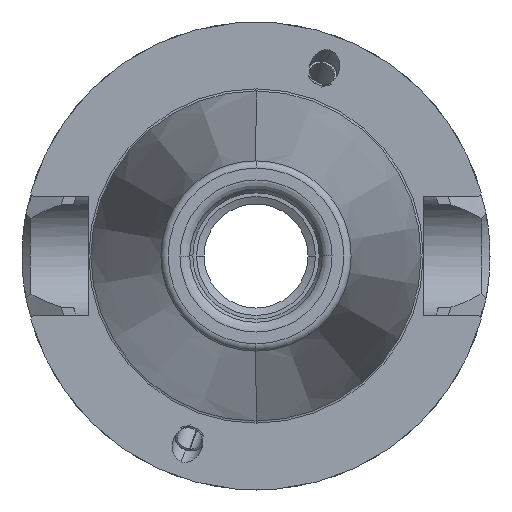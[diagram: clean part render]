
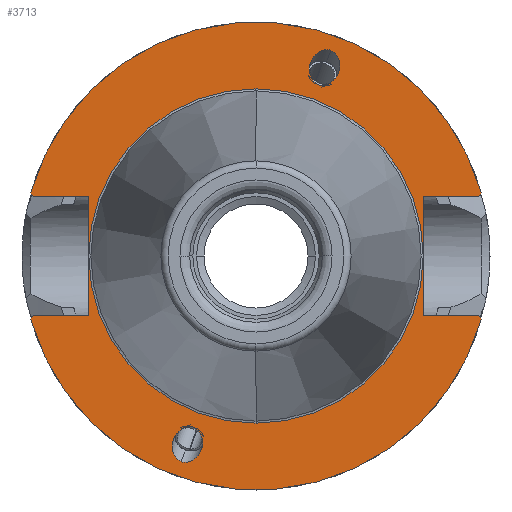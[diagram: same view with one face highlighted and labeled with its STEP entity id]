
A CAD part, left-side view. The second image highlights one B-rep face of the part: STEP entity #3713.
In plain terms, the highlighted planar face has unit normal (-1, 0, 0).
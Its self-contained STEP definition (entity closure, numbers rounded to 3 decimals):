
#915=CARTESIAN_POINT('',(2.,0.,0.));
#916=DIRECTION('',(-1.,0.,0.));
#917=DIRECTION('',(0.,0.963,-0.269));
#918=AXIS2_PLACEMENT_3D('',#915,#916,#917);
#924=CARTESIAN_POINT('',(2.,0.,0.));
#925=DIRECTION('',(-1.,0.,0.));
#926=DIRECTION('',(0.,-0.963,0.269));
#927=AXIS2_PLACEMENT_3D('',#924,#925,#926);
#1053=CARTESIAN_POINT('',(2.,0.,0.));
#1054=DIRECTION('',(1.,0.,0.));
#1055=DIRECTION('',(0.,0.,1.));
#1056=AXIS2_PLACEMENT_3D('',#1053,#1054,#1055);
#1058=CARTESIAN_POINT('',(2.,0.,0.));
#1059=DIRECTION('',(1.,0.,0.));
#1060=DIRECTION('',(0.,0.,-1.));
#1061=AXIS2_PLACEMENT_3D('',#1058,#1059,#1060);
#1063=DIRECTION('',(0.,0.,-1.));
#1064=VECTOR('',#1063,16.1);
#1065=CARTESIAN_POINT('',(2.,-22.6,8.05));
#1066=LINE('',#1065,#1064);
#1067=DIRECTION('',(0.,1.,0.));
#1068=VECTOR('',#1067,7.3);
#1069=CARTESIAN_POINT('',(2.,-29.9,-8.05));
#1070=LINE('',#1069,#1068);
#1071=DIRECTION('',(0.,0.707,0.707));
#1072=VECTOR('',#1071,0.616);
#1073=CARTESIAN_POINT('',(2.,-30.336,-8.486));
#1074=LINE('',#1073,#1072);
#1075=DIRECTION('',(0.,-0.707,0.707));
#1076=VECTOR('',#1075,0.616);
#1077=CARTESIAN_POINT('',(2.,30.336,-8.486));
#1078=LINE('',#1077,#1076);
#1079=DIRECTION('',(0.,-1.,0.));
#1080=VECTOR('',#1079,7.3);
#1081=CARTESIAN_POINT('',(2.,29.9,-8.05));
#1082=LINE('',#1081,#1080);
#1083=DIRECTION('',(0.,0.,-1.));
#1084=VECTOR('',#1083,16.1);
#1085=CARTESIAN_POINT('',(2.,22.6,8.05));
#1086=LINE('',#1085,#1084);
#1087=DIRECTION('',(0.,-1.,0.));
#1088=VECTOR('',#1087,7.3);
#1089=CARTESIAN_POINT('',(2.,29.9,8.05));
#1090=LINE('',#1089,#1088);
#1091=DIRECTION('',(0.,-0.707,-0.707));
#1092=VECTOR('',#1091,0.616);
#1093=CARTESIAN_POINT('',(2.,30.336,8.486));
#1094=LINE('',#1093,#1092);
#1095=DIRECTION('',(0.,0.707,-0.707));
#1096=VECTOR('',#1095,0.616);
#1097=CARTESIAN_POINT('',(2.,-30.336,8.486));
#1098=LINE('',#1097,#1096);
#1099=DIRECTION('',(0.,1.,0.));
#1100=VECTOR('',#1099,7.3);
#1101=CARTESIAN_POINT('',(2.,-29.9,8.05));
#1102=LINE('',#1101,#1100);
#1103=CARTESIAN_POINT('',(2.,10.07,-27.666));
#1104=CARTESIAN_POINT('',(2.,10.291,-27.585));
#1105=CARTESIAN_POINT('',(2.,10.734,-27.313));
#1106=CARTESIAN_POINT('',(2.,11.212,-26.546));
#1107=CARTESIAN_POINT('',(2.,11.343,-25.566));
#1108=CARTESIAN_POINT('',(2.,11.154,-24.673));
#1109=CARTESIAN_POINT('',(2.,10.725,-23.868));
#1110=CARTESIAN_POINT('',(2.,9.994,-23.201));
#1111=CARTESIAN_POINT('',(2.,9.135,-22.921));
#1112=CARTESIAN_POINT('',(2.,8.621,-22.997));
#1113=CARTESIAN_POINT('',(2.,8.399,-23.077));
#1115=CARTESIAN_POINT('',(2.,8.399,-23.077));
#1116=CARTESIAN_POINT('',(2.,8.178,-23.158));
#1117=CARTESIAN_POINT('',(2.,7.735,-23.431));
#1118=CARTESIAN_POINT('',(2.,7.257,-24.197));
#1119=CARTESIAN_POINT('',(2.,7.127,-25.178));
#1120=CARTESIAN_POINT('',(2.,7.315,-26.07));
#1121=CARTESIAN_POINT('',(2.,7.744,-26.875));
#1122=CARTESIAN_POINT('',(2.,8.475,-27.542));
#1123=CARTESIAN_POINT('',(2.,9.334,-27.822));
#1124=CARTESIAN_POINT('',(2.,9.848,-27.747));
#1125=CARTESIAN_POINT('',(2.,10.07,-27.666));
#1127=CARTESIAN_POINT('',(2.,-10.07,27.666));
#1128=CARTESIAN_POINT('',(2.,-10.291,27.585));
#1129=CARTESIAN_POINT('',(2.,-10.734,27.313));
#1130=CARTESIAN_POINT('',(2.,-11.212,26.546));
#1131=CARTESIAN_POINT('',(2.,-11.343,25.566));
#1132=CARTESIAN_POINT('',(2.,-11.154,24.673));
#1133=CARTESIAN_POINT('',(2.,-10.725,23.868));
#1134=CARTESIAN_POINT('',(2.,-9.994,23.201));
#1135=CARTESIAN_POINT('',(2.,-9.135,22.921));
#1136=CARTESIAN_POINT('',(2.,-8.621,22.997));
#1137=CARTESIAN_POINT('',(2.,-8.399,23.077));
#1139=CARTESIAN_POINT('',(2.,-8.399,23.077));
#1140=CARTESIAN_POINT('',(2.,-8.178,23.158));
#1141=CARTESIAN_POINT('',(2.,-7.735,23.431));
#1142=CARTESIAN_POINT('',(2.,-7.257,24.197));
#1143=CARTESIAN_POINT('',(2.,-7.127,25.178));
#1144=CARTESIAN_POINT('',(2.,-7.315,26.07));
#1145=CARTESIAN_POINT('',(2.,-7.744,26.875));
#1146=CARTESIAN_POINT('',(2.,-8.475,27.542));
#1147=CARTESIAN_POINT('',(2.,-9.334,27.822));
#1148=CARTESIAN_POINT('',(2.,-9.848,27.747));
#1149=CARTESIAN_POINT('',(2.,-10.07,27.666));
#2259=CARTESIAN_POINT('',(2.,22.6,8.05));
#2260=CARTESIAN_POINT('',(2.,22.6,-8.05));
#2261=VERTEX_POINT('',#2259);
#2262=VERTEX_POINT('',#2260);
#2331=CARTESIAN_POINT('',(2.,0.,22.5));
#2332=CARTESIAN_POINT('',(2.,0.,-22.5));
#2333=VERTEX_POINT('',#2331);
#2334=VERTEX_POINT('',#2332);
#2367=CARTESIAN_POINT('',(2.,29.9,8.05));
#2368=VERTEX_POINT('',#2367);
#2369=CARTESIAN_POINT('',(2.,29.9,-8.05));
#2370=VERTEX_POINT('',#2369);
#2371=CARTESIAN_POINT('',(2.,30.336,8.486));
#2372=VERTEX_POINT('',#2371);
#2373=CARTESIAN_POINT('',(2.,30.336,-8.486));
#2374=VERTEX_POINT('',#2373);
#2376=CARTESIAN_POINT('',(2.,-30.336,8.486));
#2378=VERTEX_POINT('',#2376);
#2380=CARTESIAN_POINT('',(2.,-30.336,-8.486));
#2382=VERTEX_POINT('',#2380);
#2383=CARTESIAN_POINT('',(2.,-22.6,8.05));
#2384=CARTESIAN_POINT('',(2.,-22.6,-8.05));
#2385=VERTEX_POINT('',#2383);
#2386=VERTEX_POINT('',#2384);
#2387=CARTESIAN_POINT('',(2.,-29.9,8.05));
#2388=VERTEX_POINT('',#2387);
#2389=CARTESIAN_POINT('',(2.,-29.9,-8.05));
#2390=VERTEX_POINT('',#2389);
#2422=VERTEX_POINT('',#1103);
#2423=VERTEX_POINT('',#1113);
#2468=VERTEX_POINT('',#1127);
#2469=VERTEX_POINT('',#1137);
#3670=CARTESIAN_POINT('',(2.,0.,0.));
#3671=DIRECTION('',(-1.,0.,0.));
#3672=DIRECTION('',(0.,0.,-1.));
#3673=AXIS2_PLACEMENT_3D('',#3670,#3671,#3672);
#3674=PLANE('',#3673);
#3675=ORIENTED_EDGE('',*,*,#3664,.T.);
#3676=ORIENTED_EDGE('',*,*,#3436,.F.);
#3677=ORIENTED_EDGE('',*,*,#3597,.F.);
#3678=ORIENTED_EDGE('',*,*,#3552,.F.);
#3680=ORIENTED_EDGE('',*,*,#3679,.T.);
#3682=ORIENTED_EDGE('',*,*,#3681,.T.);
#3684=ORIENTED_EDGE('',*,*,#3683,.F.);
#3686=ORIENTED_EDGE('',*,*,#3685,.F.);
#3688=ORIENTED_EDGE('',*,*,#3687,.F.);
#3689=ORIENTED_EDGE('',*,*,#3564,.F.);
#3691=ORIENTED_EDGE('',*,*,#3690,.T.);
#3692=ORIENTED_EDGE('',*,*,#3646,.T.);
#3693=EDGE_LOOP('',(#3675,#3676,#3677,#3678,#3680,#3682,#3684,#3686,#3688,#3689,
#3691,#3692));
#3694=FACE_OUTER_BOUND('',#3693,.F.);
#3696=ORIENTED_EDGE('',*,*,#3695,.F.);
#3698=ORIENTED_EDGE('',*,*,#3697,.F.);
#3699=EDGE_LOOP('',(#3696,#3698));
#3700=FACE_BOUND('',#3699,.F.);
#3702=ORIENTED_EDGE('',*,*,#3701,.F.);
#3704=ORIENTED_EDGE('',*,*,#3703,.F.);
#3705=EDGE_LOOP('',(#3702,#3704));
#3706=FACE_BOUND('',#3705,.F.);
#3708=ORIENTED_EDGE('',*,*,#3707,.F.);
#3710=ORIENTED_EDGE('',*,*,#3709,.F.);
#3711=EDGE_LOOP('',(#3708,#3710));
#3712=FACE_BOUND('',#3711,.F.);
#3713=ADVANCED_FACE('',(#3694,#3700,#3706,#3712),#3674,.T.);
#919=CIRCLE('',#918,31.5);
#928=CIRCLE('',#927,31.5);
#1057=CIRCLE('',#1056,22.5);
#1062=CIRCLE('',#1061,22.5);
#1114=B_SPLINE_CURVE_WITH_KNOTS('',3,(#1103,#1104,#1105,#1106,#1107,#1108,#1109,
#1110,#1111,#1112,#1113),.UNSPECIFIED.,.F.,.F.,(4,1,1,1,1,1,1,1,4),(0.,
0.125,0.25,0.375,0.5,0.625,0.75,0.875,1.),.UNSPECIFIED.);
#1126=B_SPLINE_CURVE_WITH_KNOTS('',3,(#1115,#1116,#1117,#1118,#1119,#1120,#1121,
#1122,#1123,#1124,#1125),.UNSPECIFIED.,.F.,.F.,(4,1,1,1,1,1,1,1,4),(0.,
0.125,0.25,0.375,0.5,0.625,0.75,0.875,1.),.UNSPECIFIED.);
#1138=B_SPLINE_CURVE_WITH_KNOTS('',3,(#1127,#1128,#1129,#1130,#1131,#1132,#1133,
#1134,#1135,#1136,#1137),.UNSPECIFIED.,.F.,.F.,(4,1,1,1,1,1,1,1,4),(0.,
0.125,0.25,0.375,0.5,0.625,0.75,0.875,1.),.UNSPECIFIED.);
#1150=B_SPLINE_CURVE_WITH_KNOTS('',3,(#1139,#1140,#1141,#1142,#1143,#1144,#1145,
#1146,#1147,#1148,#1149),.UNSPECIFIED.,.F.,.F.,(4,1,1,1,1,1,1,1,4),(0.,
0.125,0.25,0.375,0.5,0.625,0.75,0.875,1.),.UNSPECIFIED.);
#3436=EDGE_CURVE('',#2390,#2386,#1070,.T.);
#3552=EDGE_CURVE('',#2374,#2382,#919,.T.);
#3564=EDGE_CURVE('',#2378,#2372,#928,.T.);
#3597=EDGE_CURVE('',#2382,#2390,#1074,.T.);
#3646=EDGE_CURVE('',#2388,#2385,#1102,.T.);
#3664=EDGE_CURVE('',#2385,#2386,#1066,.T.);
#3679=EDGE_CURVE('',#2374,#2370,#1078,.T.);
#3681=EDGE_CURVE('',#2370,#2262,#1082,.T.);
#3683=EDGE_CURVE('',#2261,#2262,#1086,.T.);
#3685=EDGE_CURVE('',#2368,#2261,#1090,.T.);
#3687=EDGE_CURVE('',#2372,#2368,#1094,.T.);
#3690=EDGE_CURVE('',#2378,#2388,#1098,.T.);
#3695=EDGE_CURVE('',#2333,#2334,#1057,.T.);
#3697=EDGE_CURVE('',#2334,#2333,#1062,.T.);
#3701=EDGE_CURVE('',#2422,#2423,#1114,.T.);
#3703=EDGE_CURVE('',#2423,#2422,#1126,.T.);
#3707=EDGE_CURVE('',#2468,#2469,#1138,.T.);
#3709=EDGE_CURVE('',#2469,#2468,#1150,.T.);
